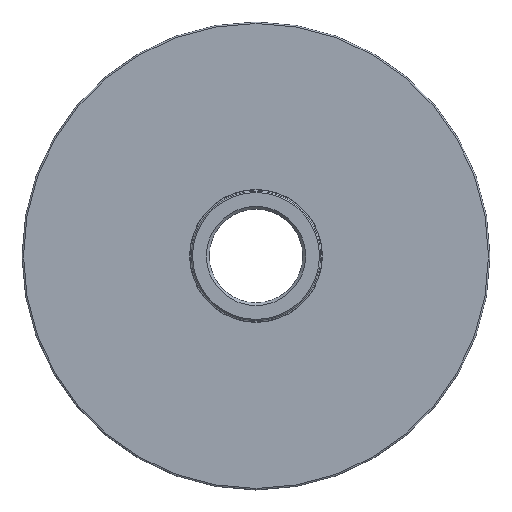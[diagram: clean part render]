
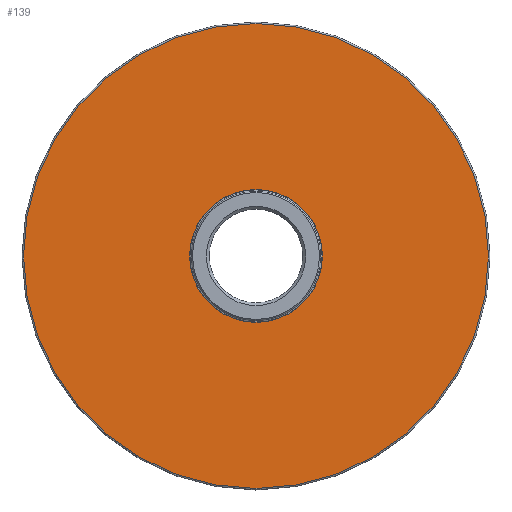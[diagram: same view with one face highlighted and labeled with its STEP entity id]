
A CAD part, top view. The second image highlights one B-rep face of the part: STEP entity #139.
In plain terms, the highlighted planar face has unit normal (0, 0, 1).
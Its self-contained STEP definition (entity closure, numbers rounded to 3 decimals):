
#122=PLANE('',#411);
#139=ADVANCED_FACE('',(#174,#175),#122,.F.);
#174=FACE_BOUND('',#226,.T.);
#175=FACE_BOUND('',#227,.T.);
#226=EDGE_LOOP('',(#278));
#227=EDGE_LOOP('',(#279));
#278=ORIENTED_EDGE('',*,*,#354,.F.);
#279=ORIENTED_EDGE('',*,*,#353,.T.);
#327=VERTEX_POINT('',#571);
#328=VERTEX_POINT('',#574);
#353=EDGE_CURVE('',#327,#327,#379,.T.);
#354=EDGE_CURVE('',#328,#328,#380,.T.);
#379=CIRCLE('',#408,124.2);
#380=CIRCLE('',#410,35.5);
#408=AXIS2_PLACEMENT_3D('',#570,#467,#468);
#410=AXIS2_PLACEMENT_3D('',#573,#471,#472);
#411=AXIS2_PLACEMENT_3D('',#575,#473,#474);
#467=DIRECTION('',(0.,0.,1.));
#468=DIRECTION('',(1.,0.,0.));
#471=DIRECTION('',(0.,0.,1.));
#472=DIRECTION('',(1.,0.,0.));
#473=DIRECTION('',(0.,0.,-1.));
#474=DIRECTION('',(-1.,0.,0.));
#570=CARTESIAN_POINT('',(0.,0.,-1.75));
#571=CARTESIAN_POINT('',(124.2,0.,-1.75));
#573=CARTESIAN_POINT('',(0.,0.,-1.75));
#574=CARTESIAN_POINT('',(35.5,0.,-1.75));
#575=CARTESIAN_POINT('',(-124.2,0.,-1.75));
